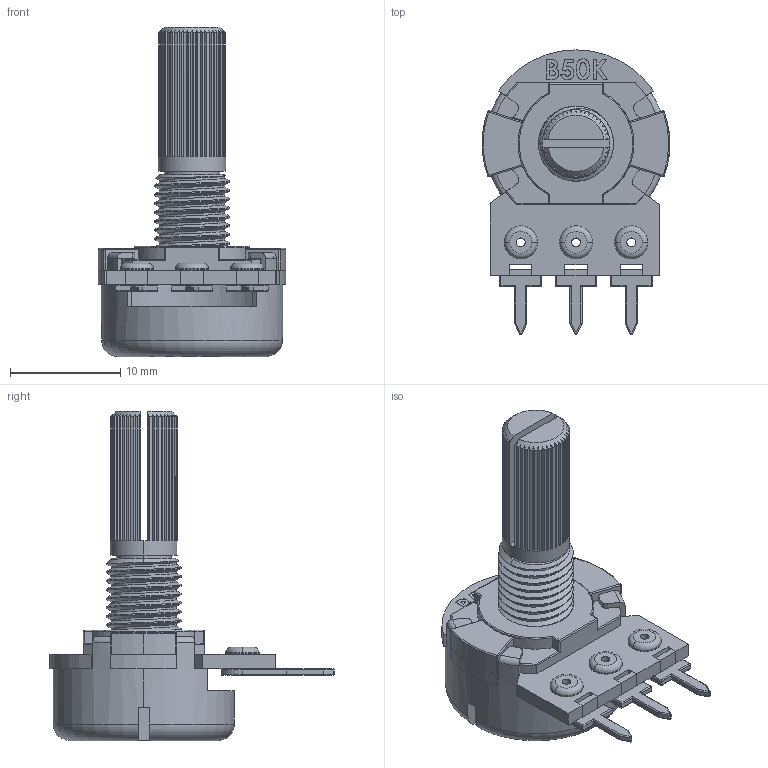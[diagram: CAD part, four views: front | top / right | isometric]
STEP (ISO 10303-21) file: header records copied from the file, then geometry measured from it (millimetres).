
FILE_DESCRIPTION (( 'STEP AP214' ), '1' );
FILE_NAME ('50K.STEP', '2018-03-12T12:02:49', ( '' ), ( '' ), 'SwSTEP 2.0', 'SolidWorks 2016', '' );
FILE_SCHEMA (( 'AUTOMOTIVE_DESIGN' ));
Length unit declared in the file: millimetre
Products named in the file (6): Peça6^Potenciometro; Peça5^Potenciometro; Peça3^Potenciometro; Peça2^Potenciometro; Peça1^Potenciometro; 50K
Assembly tree (7 placements, depth 2):
  50K
    Peça1^Potenciometro
    Peça2^Potenciometro
    Peça3^Potenciometro
    Peça5^Potenciometro
    Peça6^Potenciometro  x3
Bounding box: 17 x 25.73 x 29.8 mm (x, y, z)
Volume: 1485.7 mm3; surface area: 3455.8 mm2
Topology: 7 solids, 7 shells, 584 faces, 1533 edges, 957 vertices
Faces by surface type: plane 310, cylinder 185, torus 32, bspline 32, sphere 21, cone 4
Entity records: 18658 total; most frequent: CARTESIAN_POINT 6579, ORIENTED_EDGE 2464, DIRECTION 2203, EDGE_CURVE 1232, VERTEX_POINT 793, AXIS2_PLACEMENT_3D 761, VECTOR 681, LINE 681
